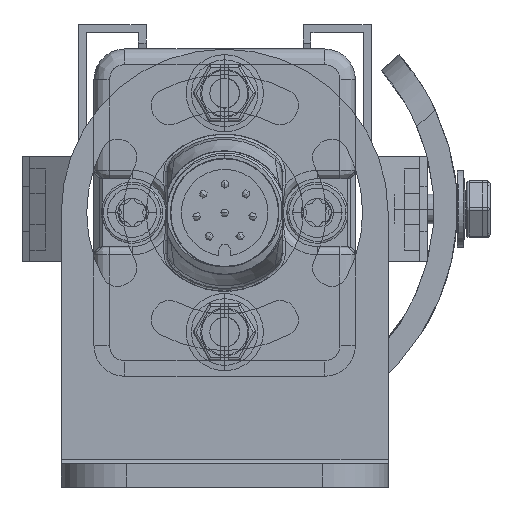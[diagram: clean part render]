
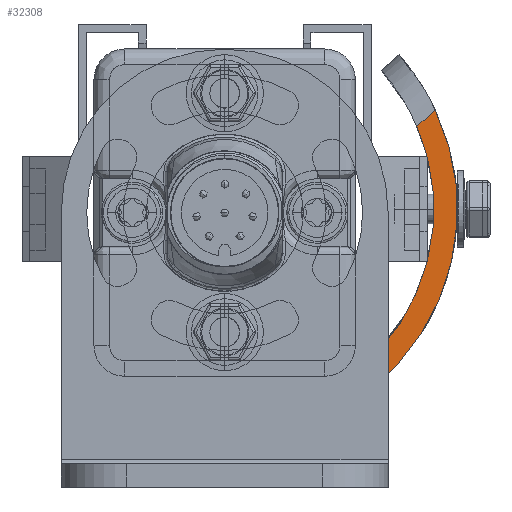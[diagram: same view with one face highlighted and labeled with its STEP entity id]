
A CAD part, front view. The second image highlights one B-rep face of the part: STEP entity #32308.
In plain terms, the highlighted face is planar.
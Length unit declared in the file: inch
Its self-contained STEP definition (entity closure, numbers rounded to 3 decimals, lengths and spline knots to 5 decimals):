
#31288=DIRECTION('',(1.,0.,0.));
#31289=VECTOR('',#31288,0.375);
#31290=CARTESIAN_POINT('',(0.,0.16,-1.11));
#31291=LINE('',#31290,#31289);
#31309=DIRECTION('',(0.,1.,0.));
#31310=VECTOR('',#31309,0.09);
#31311=CARTESIAN_POINT('',(0.375,0.16,-1.11));
#31312=LINE('',#31311,#31310);
#31330=DIRECTION('',(1.,0.,0.));
#31331=VECTOR('',#31330,0.375);
#31332=CARTESIAN_POINT('',(0.,0.25,-1.11));
#31333=LINE('',#31332,#31331);
#31524=DIRECTION('',(0.749,-0.663,0.));
#31525=VECTOR('',#31524,0.09423);
#31526=CARTESIAN_POINT('',(-0.80539,1.42875,-1.11));
#31527=LINE('',#31526,#31525);
#31556=CARTESIAN_POINT('',(0.,1.05,-1.11));
#31557=DIRECTION('',(0.,0.,-1.));
#31558=DIRECTION('',(0.,-1.,0.));
#31559=AXIS2_PLACEMENT_3D('',#31556,#31557,#31558);
#31561=CARTESIAN_POINT('',(0.,1.05,-1.11));
#31562=DIRECTION('',(0.,0.,1.));
#31563=DIRECTION('',(-0.905,0.426,0.));
#31564=AXIS2_PLACEMENT_3D('',#31561,#31562,#31563);
#31722=CARTESIAN_POINT('',(0.,0.25,-1.11));
#31723=VERTEX_POINT('',#31722);
#31724=CARTESIAN_POINT('',(0.,0.16,-1.11));
#31725=VERTEX_POINT('',#31724);
#31746=CARTESIAN_POINT('',(0.375,0.16,-1.11));
#31747=VERTEX_POINT('',#31746);
#31748=CARTESIAN_POINT('',(0.375,0.25,-1.11));
#31749=VERTEX_POINT('',#31748);
#31757=CARTESIAN_POINT('',(-0.80539,1.42875,-1.11));
#31758=CARTESIAN_POINT('',(-0.73481,1.36631,-1.11));
#31759=VERTEX_POINT('',#31757);
#31760=VERTEX_POINT('',#31758);
#32295=CARTESIAN_POINT('',(0.,0.16,-1.11));
#32296=DIRECTION('',(0.,0.,-1.));
#32297=DIRECTION('',(1.,0.,0.));
#32298=AXIS2_PLACEMENT_3D('',#32295,#32296,#32297);
#32299=PLANE('',#32298);
#32300=ORIENTED_EDGE('',*,*,#32032,.T.);
#32301=ORIENTED_EDGE('',*,*,#32049,.T.);
#32302=ORIENTED_EDGE('',*,*,#32065,.F.);
#32303=ORIENTED_EDGE('',*,*,#32229,.T.);
#32304=ORIENTED_EDGE('',*,*,#32287,.F.);
#32305=ORIENTED_EDGE('',*,*,#32171,.T.);
#32306=EDGE_LOOP('',(#32300,#32301,#32302,#32303,#32304,#32305));
#32307=FACE_OUTER_BOUND('',#32306,.F.);
#32308=ADVANCED_FACE('',(#32307),#32299,.T.);
#31560=CIRCLE('',#31559,0.8);
#31565=CIRCLE('',#31564,0.89);
#32032=EDGE_CURVE('',#31725,#31747,#31291,.T.);
#32049=EDGE_CURVE('',#31747,#31749,#31312,.T.);
#32065=EDGE_CURVE('',#31723,#31749,#31333,.T.);
#32171=EDGE_CURVE('',#31759,#31725,#31565,.T.);
#32229=EDGE_CURVE('',#31723,#31760,#31560,.T.);
#32287=EDGE_CURVE('',#31759,#31760,#31527,.T.);
